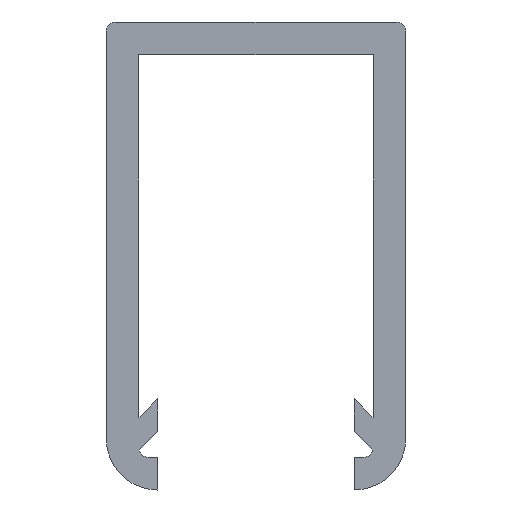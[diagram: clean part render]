
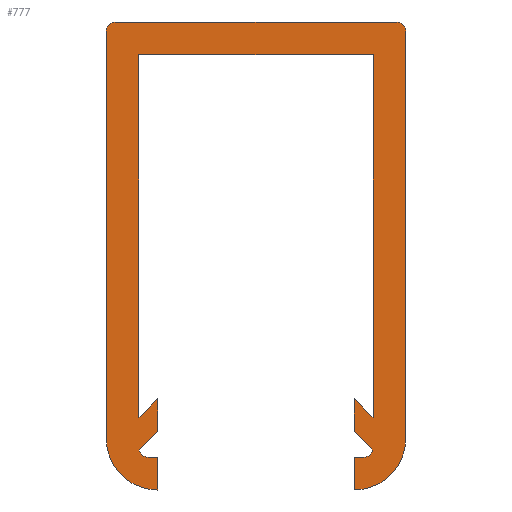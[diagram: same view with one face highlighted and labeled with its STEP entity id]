
A CAD part, front view. The second image highlights one B-rep face of the part: STEP entity #777.
In plain terms, the highlighted planar face has unit normal (0, -1, 0).
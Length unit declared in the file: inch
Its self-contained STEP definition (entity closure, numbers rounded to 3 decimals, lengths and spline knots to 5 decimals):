
#35=CARTESIAN_POINT('',(4.57,5.24761,0.08559));
#36=VERTEX_POINT('',#35);
#43=CARTESIAN_POINT('',(4.5895,5.24761,0.07));
#44=VERTEX_POINT('',#43);
#45=CARTESIAN_POINT('',(4.5895,5.24761,0.09));
#46=DIRECTION('',(0.,-1.,0.));
#47=DIRECTION('',(1.,0.,0.));
#48=AXIS2_PLACEMENT_3D('',#45,#46,#47);
#49=CIRCLE('',#48,0.02);
#50=EDGE_CURVE('',#36,#44,#49,.T.);
#74=CARTESIAN_POINT('',(4.60953,5.24761,0.125));
#75=VERTEX_POINT('',#74);
#82=CARTESIAN_POINT('',(4.57,5.24761,0.08559));
#83=DIRECTION('',(0.708,0.,0.706));
#84=VECTOR('',#83,1.);
#85=LINE('',#82,#84);
#86=EDGE_CURVE('',#36,#75,#85,.T.);
#105=CARTESIAN_POINT('',(4.60953,5.24761,0.19503));
#106=VERTEX_POINT('',#105);
#113=CARTESIAN_POINT('',(4.60953,5.24761,0.125));
#114=DIRECTION('',(0.,0.,1.));
#115=VECTOR('',#114,1.);
#116=LINE('',#113,#115);
#117=EDGE_CURVE('',#75,#106,#116,.T.);
#136=CARTESIAN_POINT('',(4.5695,5.24761,0.15501));
#137=VERTEX_POINT('',#136);
#144=CARTESIAN_POINT('',(4.60953,5.24761,0.19503));
#145=DIRECTION('',(-0.707,0.,-0.707));
#146=VECTOR('',#145,1.);
#147=LINE('',#144,#146);
#148=EDGE_CURVE('',#106,#137,#147,.T.);
#167=CARTESIAN_POINT('',(4.5695,5.24761,0.93));
#168=VERTEX_POINT('',#167);
#175=CARTESIAN_POINT('',(4.5695,5.24761,0.15501));
#176=DIRECTION('',(0.,0.,1.));
#177=VECTOR('',#176,1.);
#178=LINE('',#175,#177);
#179=EDGE_CURVE('',#137,#168,#178,.T.);
#198=CARTESIAN_POINT('',(5.0695,5.24761,0.93));
#199=VERTEX_POINT('',#198);
#206=CARTESIAN_POINT('',(5.0695,5.24761,0.93));
#207=DIRECTION('',(-1.,0.,0.));
#208=VECTOR('',#207,1.);
#209=LINE('',#206,#208);
#210=EDGE_CURVE('',#199,#168,#209,.T.);
#229=CARTESIAN_POINT('',(5.0695,5.24761,0.155));
#230=VERTEX_POINT('',#229);
#237=CARTESIAN_POINT('',(5.0695,5.24761,0.155));
#238=DIRECTION('',(0.,0.,1.));
#239=VECTOR('',#238,1.);
#240=LINE('',#237,#239);
#241=EDGE_CURVE('',#230,#199,#240,.T.);
#260=CARTESIAN_POINT('',(5.02928,5.24761,0.19523));
#261=VERTEX_POINT('',#260);
#268=CARTESIAN_POINT('',(5.02928,5.24761,0.19523));
#269=DIRECTION('',(0.707,0.,-0.707));
#270=VECTOR('',#269,1.);
#271=LINE('',#268,#270);
#272=EDGE_CURVE('',#261,#230,#271,.T.);
#291=CARTESIAN_POINT('',(5.02928,5.24761,0.12513));
#292=VERTEX_POINT('',#291);
#299=CARTESIAN_POINT('',(5.02928,5.24761,0.12513));
#300=DIRECTION('',(0.,0.,1.));
#301=VECTOR('',#300,1.);
#302=LINE('',#299,#301);
#303=EDGE_CURVE('',#292,#261,#302,.T.);
#322=CARTESIAN_POINT('',(5.069,5.24761,0.08541));
#323=VERTEX_POINT('',#322);
#330=CARTESIAN_POINT('',(5.02928,5.24761,0.12513));
#331=DIRECTION('',(0.707,0.,-0.707));
#332=VECTOR('',#331,1.);
#333=LINE('',#330,#332);
#334=EDGE_CURVE('',#292,#323,#333,.T.);
#354=CARTESIAN_POINT('',(5.0495,5.24761,0.07));
#355=VERTEX_POINT('',#354);
#362=CARTESIAN_POINT('',(5.0495,5.24761,0.09));
#363=DIRECTION('',(0.,-1.,0.));
#364=DIRECTION('',(1.,0.,0.));
#365=AXIS2_PLACEMENT_3D('',#362,#363,#364);
#366=CIRCLE('',#365,0.02);
#367=EDGE_CURVE('',#355,#323,#366,.T.);
#386=CARTESIAN_POINT('',(5.02928,5.24761,0.07));
#387=VERTEX_POINT('',#386);
#394=CARTESIAN_POINT('',(5.0495,5.24761,0.07));
#395=DIRECTION('',(-1.,0.,0.));
#396=VECTOR('',#395,1.);
#397=LINE('',#394,#396);
#398=EDGE_CURVE('',#355,#387,#397,.T.);
#417=CARTESIAN_POINT('',(5.02928,5.24761,0.));
#418=VERTEX_POINT('',#417);
#425=CARTESIAN_POINT('',(5.02928,5.24761,0.));
#426=DIRECTION('',(0.,0.,1.));
#427=VECTOR('',#426,1.);
#428=LINE('',#425,#427);
#429=EDGE_CURVE('',#418,#387,#428,.T.);
#449=CARTESIAN_POINT('',(5.1395,5.24761,0.11));
#450=VERTEX_POINT('',#449);
#457=CARTESIAN_POINT('',(5.0295,5.24761,0.11));
#458=DIRECTION('',(0.,-1.,0.));
#459=DIRECTION('',(1.,0.,0.));
#460=AXIS2_PLACEMENT_3D('',#457,#458,#459);
#461=CIRCLE('',#460,0.11);
#462=EDGE_CURVE('',#418,#450,#461,.T.);
#481=CARTESIAN_POINT('',(5.1395,5.24761,0.98));
#482=VERTEX_POINT('',#481);
#489=CARTESIAN_POINT('',(5.1395,5.24761,0.11));
#490=DIRECTION('',(0.,0.,1.));
#491=VECTOR('',#490,1.);
#492=LINE('',#489,#491);
#493=EDGE_CURVE('',#450,#482,#492,.T.);
#513=CARTESIAN_POINT('',(5.1195,5.24761,1.));
#514=VERTEX_POINT('',#513);
#521=CARTESIAN_POINT('',(5.1195,5.24761,0.98));
#522=DIRECTION('',(0.,-1.,0.));
#523=DIRECTION('',(1.,0.,0.));
#524=AXIS2_PLACEMENT_3D('',#521,#522,#523);
#525=CIRCLE('',#524,0.02);
#526=EDGE_CURVE('',#482,#514,#525,.T.);
#545=CARTESIAN_POINT('',(4.5195,5.24761,1.));
#546=VERTEX_POINT('',#545);
#553=CARTESIAN_POINT('',(5.1195,5.24761,1.));
#554=DIRECTION('',(-1.,0.,0.));
#555=VECTOR('',#554,1.);
#556=LINE('',#553,#555);
#557=EDGE_CURVE('',#514,#546,#556,.T.);
#577=CARTESIAN_POINT('',(4.4995,5.24761,0.98));
#578=VERTEX_POINT('',#577);
#585=CARTESIAN_POINT('',(4.5195,5.24761,0.98));
#586=DIRECTION('',(0.,-1.,0.));
#587=DIRECTION('',(1.,0.,0.));
#588=AXIS2_PLACEMENT_3D('',#585,#586,#587);
#589=CIRCLE('',#588,0.02);
#590=EDGE_CURVE('',#546,#578,#589,.T.);
#609=CARTESIAN_POINT('',(4.4995,5.24761,0.11));
#610=VERTEX_POINT('',#609);
#617=CARTESIAN_POINT('',(4.4995,5.24761,0.11));
#618=DIRECTION('',(0.,0.,1.));
#619=VECTOR('',#618,1.);
#620=LINE('',#617,#619);
#621=EDGE_CURVE('',#610,#578,#620,.T.);
#641=CARTESIAN_POINT('',(4.60953,5.24761,0.));
#642=VERTEX_POINT('',#641);
#649=CARTESIAN_POINT('',(4.6095,5.24761,0.11));
#650=DIRECTION('',(0.,-1.,0.));
#651=DIRECTION('',(1.,0.,0.));
#652=AXIS2_PLACEMENT_3D('',#649,#650,#651);
#653=CIRCLE('',#652,0.11);
#654=EDGE_CURVE('',#610,#642,#653,.T.);
#673=CARTESIAN_POINT('',(4.60953,5.24761,0.07));
#674=VERTEX_POINT('',#673);
#681=CARTESIAN_POINT('',(4.60953,5.24761,0.));
#682=DIRECTION('',(0.,0.,1.));
#683=VECTOR('',#682,1.);
#684=LINE('',#681,#683);
#685=EDGE_CURVE('',#642,#674,#684,.T.);
#703=CARTESIAN_POINT('',(4.60953,5.24761,0.07));
#704=DIRECTION('',(-1.,0.,0.));
#705=VECTOR('',#704,1.);
#706=LINE('',#703,#705);
#707=EDGE_CURVE('',#674,#44,#706,.T.);
#748=ORIENTED_EDGE('',*,*,#707,.T.);
#749=ORIENTED_EDGE('',*,*,#50,.F.);
#750=ORIENTED_EDGE('',*,*,#86,.T.);
#751=ORIENTED_EDGE('',*,*,#117,.T.);
#752=ORIENTED_EDGE('',*,*,#148,.T.);
#753=ORIENTED_EDGE('',*,*,#179,.T.);
#754=ORIENTED_EDGE('',*,*,#210,.F.);
#755=ORIENTED_EDGE('',*,*,#241,.F.);
#756=ORIENTED_EDGE('',*,*,#272,.F.);
#757=ORIENTED_EDGE('',*,*,#303,.F.);
#758=ORIENTED_EDGE('',*,*,#334,.T.);
#759=ORIENTED_EDGE('',*,*,#367,.F.);
#760=ORIENTED_EDGE('',*,*,#398,.T.);
#761=ORIENTED_EDGE('',*,*,#429,.F.);
#762=ORIENTED_EDGE('',*,*,#462,.T.);
#763=ORIENTED_EDGE('',*,*,#493,.T.);
#764=ORIENTED_EDGE('',*,*,#526,.T.);
#765=ORIENTED_EDGE('',*,*,#557,.T.);
#766=ORIENTED_EDGE('',*,*,#590,.T.);
#767=ORIENTED_EDGE('',*,*,#621,.F.);
#768=ORIENTED_EDGE('',*,*,#654,.T.);
#769=ORIENTED_EDGE('',*,*,#685,.T.);
#770=EDGE_LOOP('',(#748,#749,#750,#751,#752,#753,#754,#755,#756,#757,#758,#759,#760,#761,#762,#763,#764,#765,#766,#767,#768,#769));
#771=FACE_OUTER_BOUND('',#770,.T.);
#772=CARTESIAN_POINT('',(4.60327,5.24761,0.07));
#773=DIRECTION('',(0.,-1.,0.));
#774=DIRECTION('',(1.,0.,0.));
#775=AXIS2_PLACEMENT_3D('',#772,#773,#774);
#776=PLANE('',#775);
#777=ADVANCED_FACE('',(#771),#776,.T.);
